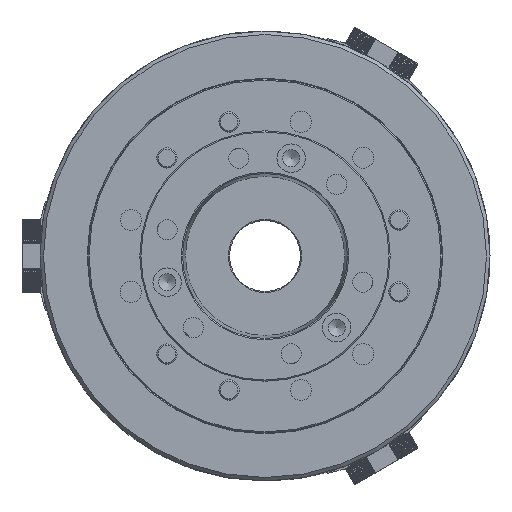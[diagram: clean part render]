
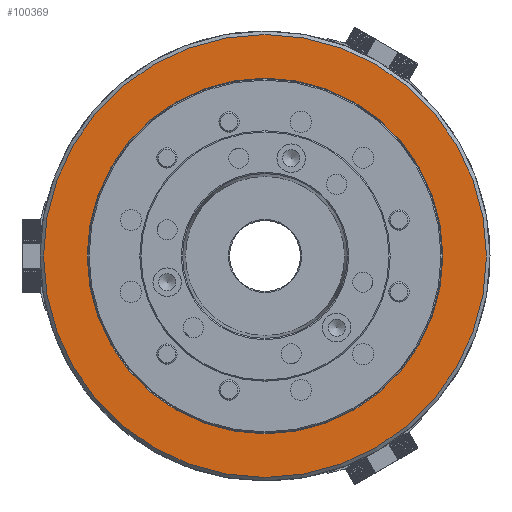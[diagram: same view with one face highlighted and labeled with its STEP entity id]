
A CAD part, left-side view. The second image highlights one B-rep face of the part: STEP entity #100369.
In plain terms, the highlighted planar face has unit normal (-1, 0, 0).
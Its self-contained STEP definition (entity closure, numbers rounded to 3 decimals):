
#53358=ORIENTED_EDGE('',*,*,#68024,.T.);
#53359=ORIENTED_EDGE('',*,*,#68025,.F.);
#68024=EDGE_CURVE('',#77695,#77695,#78992,.T.);
#68025=EDGE_CURVE('',#77696,#77696,#78993,.T.);
#77695=VERTEX_POINT('',#163216);
#77696=VERTEX_POINT('',#163219);
#78992=CIRCLE('',#107494,150.6);
#78993=CIRCLE('',#107496,187.5);
#84707=EDGE_LOOP('',(#53358));
#84708=EDGE_LOOP('',(#53359));
#90584=FACE_BOUND('',#84707,.T.);
#90585=FACE_BOUND('',#84708,.T.);
#95325=PLANE('',#107495);
#100369=ADVANCED_FACE('',(#90584,#90585),#95325,.T.);
#107494=AXIS2_PLACEMENT_3D('',#163215,#132597,#132598);
#107495=AXIS2_PLACEMENT_3D('',#163217,#132599,#132600);
#107496=AXIS2_PLACEMENT_3D('',#163218,#132601,#132602);
#132597=DIRECTION('',(1.,0.,0.));
#132598=DIRECTION('',(0.,0.,-1.));
#132599=DIRECTION('',(-1.,0.,0.));
#132600=DIRECTION('',(0.,0.,1.));
#132601=DIRECTION('',(1.,0.,0.));
#132602=DIRECTION('',(0.,0.,-1.));
#163215=CARTESIAN_POINT('',(-133.,0.,0.));
#163216=CARTESIAN_POINT('',(-133.,0.,-150.6));
#163217=CARTESIAN_POINT('',(-133.,93.75,-162.38));
#163218=CARTESIAN_POINT('',(-133.,0.,0.));
#163219=CARTESIAN_POINT('',(-133.,0.,-187.5));
